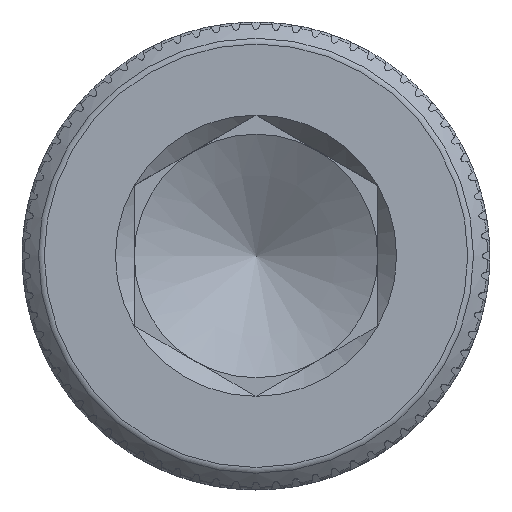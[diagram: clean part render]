
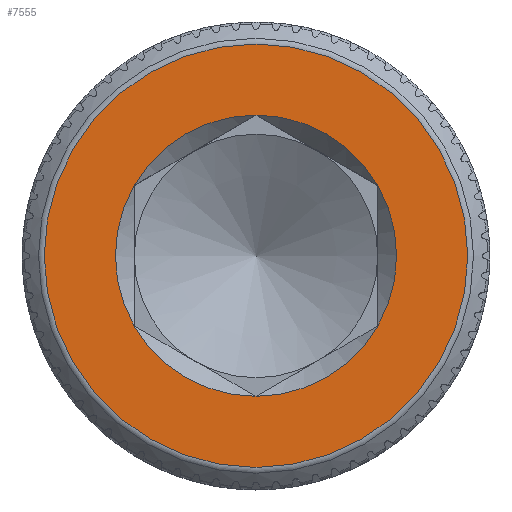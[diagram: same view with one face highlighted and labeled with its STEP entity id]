
A CAD part, top view. The second image highlights one B-rep face of the part: STEP entity #7555.
In plain terms, the highlighted planar face has unit normal (0, 0, 1).
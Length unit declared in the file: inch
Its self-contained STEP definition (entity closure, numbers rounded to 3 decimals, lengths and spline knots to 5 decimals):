
#17=FACE_BOUND('',#1499,.T.);
#26=PLANE('',#8381);
#1072=FACE_OUTER_BOUND('',#1498,.T.);
#1498=EDGE_LOOP('',(#5910));
#1499=EDGE_LOOP('',(#5911,#5912,#5913,#5914,#5915,#5916));
#1819=CIRCLE('',#7924,0.08119);
#2045=CIRCLE('',#8156,0.12224);
#2047=CIRCLE('',#8382,0.08119);
#2048=CIRCLE('',#8383,0.08119);
#2049=CIRCLE('',#8384,0.08119);
#2050=CIRCLE('',#8385,0.08119);
#2051=CIRCLE('',#8386,0.08119);
#2857=VERTEX_POINT('',#12464);
#2858=VERTEX_POINT('',#12465);
#3443=VERTEX_POINT('',#15306);
#3451=VERTEX_POINT('',#15650);
#3452=VERTEX_POINT('',#15651);
#3453=VERTEX_POINT('',#15654);
#3454=VERTEX_POINT('',#15656);
#3713=EDGE_CURVE('',#2858,#2857,#1819,.T.);
#4303=EDGE_CURVE('',#3443,#3443,#2045,.T.);
#4465=EDGE_CURVE('',#3451,#3452,#2047,.T.);
#4466=EDGE_CURVE('',#2857,#3451,#2048,.T.);
#4467=EDGE_CURVE('',#3453,#2858,#2049,.T.);
#4468=EDGE_CURVE('',#3454,#3453,#2050,.T.);
#4469=EDGE_CURVE('',#3452,#3454,#2051,.T.);
#5910=ORIENTED_EDGE('',*,*,#4303,.T.);
#5911=ORIENTED_EDGE('',*,*,#4465,.F.);
#5912=ORIENTED_EDGE('',*,*,#4466,.F.);
#5913=ORIENTED_EDGE('',*,*,#3713,.F.);
#5914=ORIENTED_EDGE('',*,*,#4467,.F.);
#5915=ORIENTED_EDGE('',*,*,#4468,.F.);
#5916=ORIENTED_EDGE('',*,*,#4469,.F.);
#7555=ADVANCED_FACE('',(#1072,#17),#26,.F.);
#7924=AXIS2_PLACEMENT_3D('',#12469,#8827,#8828);
#8156=AXIS2_PLACEMENT_3D('',#15307,#9438,#9439);
#8381=AXIS2_PLACEMENT_3D('',#15649,#9900,#9901);
#8382=AXIS2_PLACEMENT_3D('',#15652,#9902,#9903);
#8383=AXIS2_PLACEMENT_3D('',#15653,#9904,#9905);
#8384=AXIS2_PLACEMENT_3D('',#15655,#9906,#9907);
#8385=AXIS2_PLACEMENT_3D('',#15657,#9908,#9909);
#8386=AXIS2_PLACEMENT_3D('',#15658,#9910,#9911);
#8827=DIRECTION('center_axis',(0.,0.,1.));
#8828=DIRECTION('ref_axis',(1.,0.,0.));
#9438=DIRECTION('center_axis',(0.,0.,1.));
#9439=DIRECTION('ref_axis',(0.,-1.,0.));
#9900=DIRECTION('center_axis',(0.,0.,-1.));
#9901=DIRECTION('ref_axis',(0.,1.,0.));
#9902=DIRECTION('center_axis',(0.,0.,1.));
#9903=DIRECTION('ref_axis',(1.,0.,0.));
#9904=DIRECTION('center_axis',(0.,0.,1.));
#9905=DIRECTION('ref_axis',(1.,0.,0.));
#9906=DIRECTION('center_axis',(0.,0.,1.));
#9907=DIRECTION('ref_axis',(1.,0.,0.));
#9908=DIRECTION('center_axis',(0.,0.,1.));
#9909=DIRECTION('ref_axis',(1.,0.,0.));
#9910=DIRECTION('center_axis',(0.,0.,1.));
#9911=DIRECTION('ref_axis',(1.,0.,0.));
#12464=CARTESIAN_POINT('',(0.07031,0.04059,0.332));
#12465=CARTESIAN_POINT('',(0.07031,-0.04059,0.332));
#12469=CARTESIAN_POINT('Origin',(0.,0.,0.332));
#15306=CARTESIAN_POINT('',(0.,0.12224,0.332));
#15307=CARTESIAN_POINT('Origin',(0.,0.,0.332));
#15649=CARTESIAN_POINT('Origin',(0.,0.12224,0.332));
#15650=CARTESIAN_POINT('',(0.,0.08119,0.332));
#15651=CARTESIAN_POINT('',(-0.07031,0.04059,0.332));
#15652=CARTESIAN_POINT('Origin',(0.,0.,0.332));
#15653=CARTESIAN_POINT('Origin',(0.,0.,0.332));
#15654=CARTESIAN_POINT('',(0.,-0.08119,0.332));
#15655=CARTESIAN_POINT('Origin',(0.,0.,0.332));
#15656=CARTESIAN_POINT('',(-0.07031,-0.04059,0.332));
#15657=CARTESIAN_POINT('Origin',(0.,0.,0.332));
#15658=CARTESIAN_POINT('Origin',(0.,0.,0.332));
